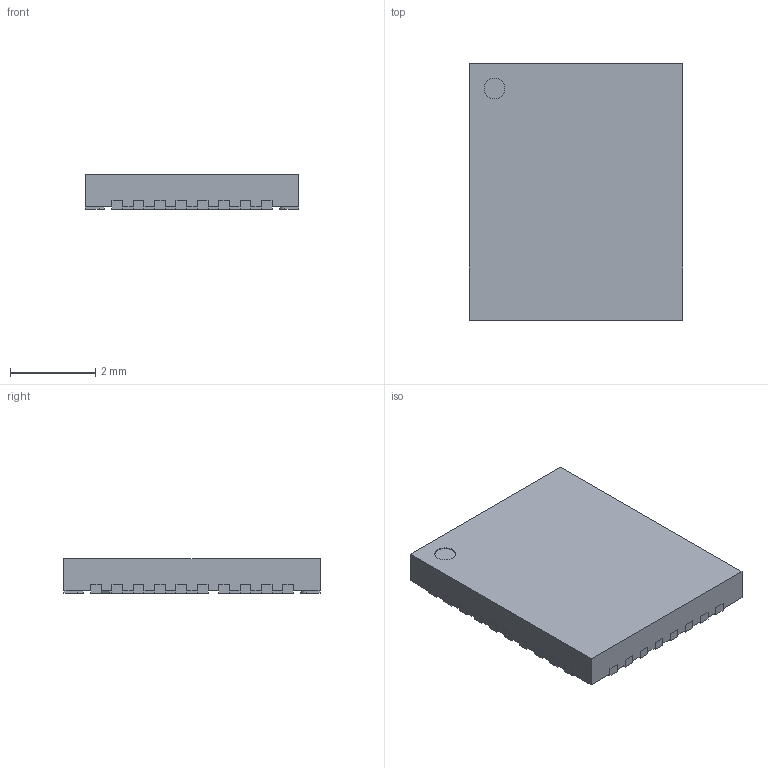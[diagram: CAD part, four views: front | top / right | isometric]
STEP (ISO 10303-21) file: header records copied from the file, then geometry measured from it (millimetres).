
FILE_DESCRIPTION (( 'STEP AP214' ), '1' );
FILE_NAME ('User Library-QFN36.STEP', '2018-09-26T14:47:13', ( '' ), ( '' ), 'SwSTEP 2.0', 'SolidWorks 2018', '' );
FILE_SCHEMA (( 'AUTOMOTIVE_DESIGN' ));
Length unit declared in the file: millimetre
Products named in the file (1): User Library-QFN36
Bounding box: 5 x 6 x 0.8 mm (x, y, z)
Volume: 23.4 mm3; surface area: 126.7 mm2
Topology: 39 solids, 39 shells, 409 faces, 990 edges, 660 vertices
Faces by surface type: plane 308, cylinder 101
Entity records: 15001 total; most frequent: CARTESIAN_POINT 2060, DIRECTION 2012, ORIENTED_EDGE 1980, EDGE_CURVE 990, VECTOR 788, LINE 788, VERTEX_POINT 660, AXIS2_PLACEMENT_3D 612
